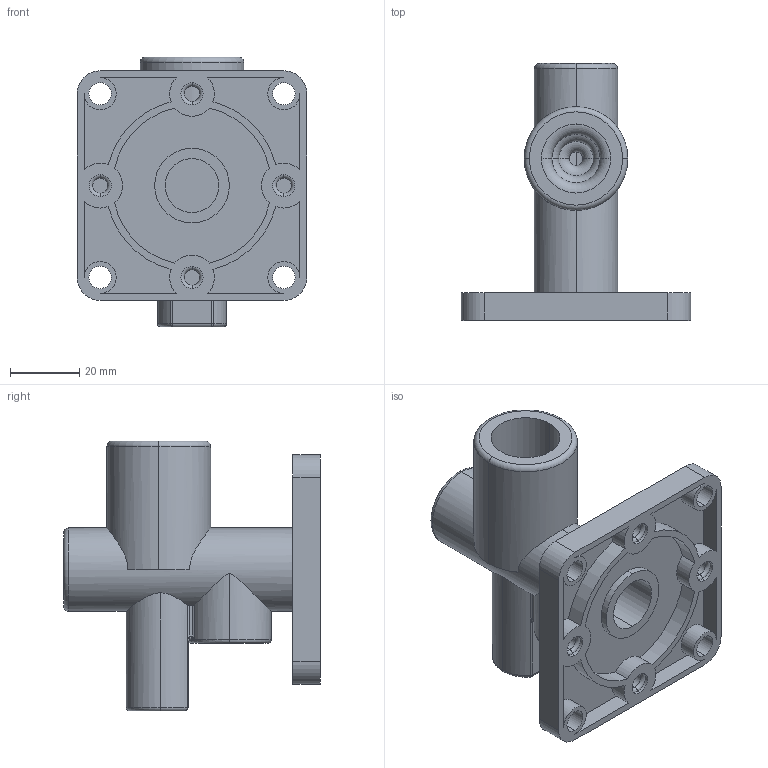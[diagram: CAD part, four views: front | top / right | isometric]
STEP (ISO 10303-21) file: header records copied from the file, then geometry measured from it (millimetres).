
FILE_DESCRIPTION (( 'STEP AP203' ), '1' );
FILE_NAME ('Componenet2.STEP', '2020-02-24T05:47:18', ( '' ), ( '' ), 'SwSTEP 2.0', 'SolidWorks 2016', '' );
FILE_SCHEMA (( 'CONFIG_CONTROL_DESIGN' ));
Length unit declared in the file: millimetre
Products named in the file (1): Componenet2
Bounding box: 66.5 x 74.4 x 78.1 mm (x, y, z)
Volume: 60668.5 mm3; surface area: 30909.3 mm2
Topology: 1 solids, 1 shells, 194 faces, 469 edges, 287 vertices
Faces by surface type: cylinder 103, plane 40, torus 35, bspline 12, cone 2, sphere 2
Entity records: 6456 total; most frequent: CARTESIAN_POINT 1760, DIRECTION 1045, ORIENTED_EDGE 930, EDGE_CURVE 465, AXIS2_PLACEMENT_3D 443, VERTEX_POINT 287, CIRCLE 260, EDGE_LOOP 224
